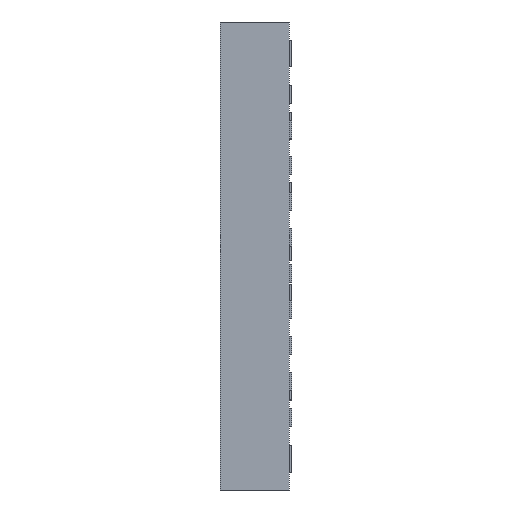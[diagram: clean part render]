
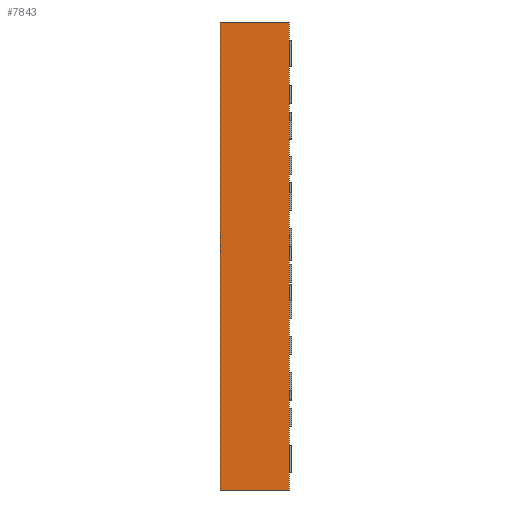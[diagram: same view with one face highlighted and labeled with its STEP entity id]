
A CAD part, left-side view. The second image highlights one B-rep face of the part: STEP entity #7843.
In plain terms, the highlighted planar face has unit normal (-1, 0, 0).
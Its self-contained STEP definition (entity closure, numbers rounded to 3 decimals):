
#19 = ORIENTED_EDGE ( 'NONE', *, *, #1813, .T. ) ;
#827 = CARTESIAN_POINT ( 'NONE',  ( -4., 1.15, -3.9 ) ) ;
#979 = VECTOR ( 'NONE', #9118, 1000. ) ;
#1055 = DIRECTION ( 'NONE',  ( 0., 0., -1. ) ) ;
#1117 = CARTESIAN_POINT ( 'NONE',  ( -4., 1.15, 3.9 ) ) ;
#1127 = EDGE_CURVE ( 'NONE', #12181, #12919, #11436, .T. ) ;
#1813 = EDGE_CURVE ( 'NONE', #6395, #12919, #5704, .T. ) ;
#3003 = VECTOR ( 'NONE', #3352, 1000. ) ;
#3352 = DIRECTION ( 'NONE',  ( 0., -1., 0. ) ) ;
#3442 = LINE ( 'NONE', #9808, #3003 ) ;
#3544 = AXIS2_PLACEMENT_3D ( 'NONE', #7452, #9591, #1055 ) ;
#4141 = CARTESIAN_POINT ( 'NONE',  ( -4., 1.15, 3.9 ) ) ;
#4618 = EDGE_LOOP ( 'NONE', ( #19, #16252, #12852, #13693 ) ) ;
#4773 = LINE ( 'NONE', #827, #8337 ) ;
#5704 = LINE ( 'NONE', #7376, #12325 ) ;
#6395 = VERTEX_POINT ( 'NONE', #16717 ) ;
#7157 = DIRECTION ( 'NONE',  ( 0., 0., 1. ) ) ;
#7376 = CARTESIAN_POINT ( 'NONE',  ( -4., 0., -3.9 ) ) ;
#7452 = CARTESIAN_POINT ( 'NONE',  ( -4., 1.15, -3.9 ) ) ;
#7843 = ADVANCED_FACE ( 'NONE', ( #9506 ), #9428, .F. ) ;
#8337 = VECTOR ( 'NONE', #7157, 1000. ) ;
#8797 = DIRECTION ( 'NONE',  ( 0., 0., 1. ) ) ;
#9048 = EDGE_CURVE ( 'NONE', #9050, #6395, #3442, .T. ) ;
#9050 = VERTEX_POINT ( 'NONE', #10149 ) ;
#9118 = DIRECTION ( 'NONE',  ( 0., -1., 0. ) ) ;
#9428 = PLANE ( 'NONE',  #3544 ) ;
#9506 = FACE_OUTER_BOUND ( 'NONE', #4618, .T. ) ;
#9591 = DIRECTION ( 'NONE',  ( 1., 0., 0. ) ) ;
#9808 = CARTESIAN_POINT ( 'NONE',  ( -4., 1.15, -3.9 ) ) ;
#10149 = CARTESIAN_POINT ( 'NONE',  ( -4., 1.15, -3.9 ) ) ;
#11436 = LINE ( 'NONE', #1117, #979 ) ;
#11531 = CARTESIAN_POINT ( 'NONE',  ( -4., 0., 3.9 ) ) ;
#12181 = VERTEX_POINT ( 'NONE', #4141 ) ;
#12325 = VECTOR ( 'NONE', #8797, 1000. ) ;
#12852 = ORIENTED_EDGE ( 'NONE', *, *, #13385, .F. ) ;
#12919 = VERTEX_POINT ( 'NONE', #11531 ) ;
#13385 = EDGE_CURVE ( 'NONE', #9050, #12181, #4773, .T. ) ;
#13693 = ORIENTED_EDGE ( 'NONE', *, *, #9048, .T. ) ;
#16252 = ORIENTED_EDGE ( 'NONE', *, *, #1127, .F. ) ;
#16717 = CARTESIAN_POINT ( 'NONE',  ( -4., 0., -3.9 ) ) ;
